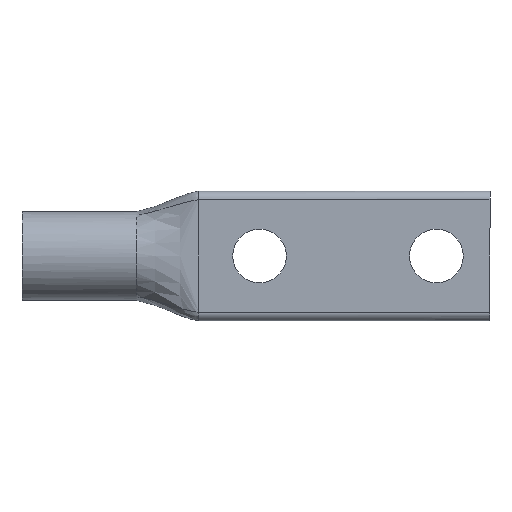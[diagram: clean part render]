
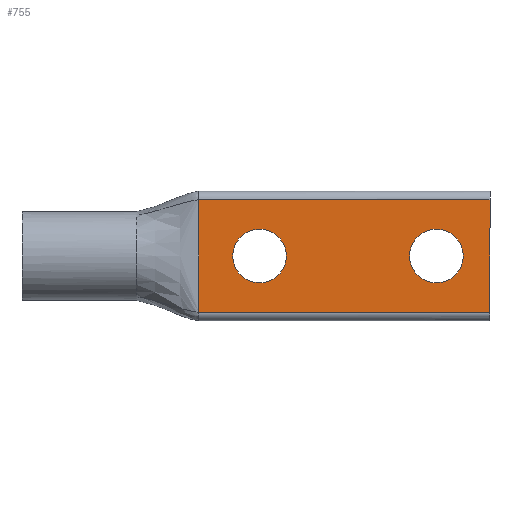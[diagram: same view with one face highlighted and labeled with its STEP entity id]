
A CAD part, front view. The second image highlights one B-rep face of the part: STEP entity #755.
In plain terms, the highlighted planar face has unit normal (0, -1, 0).
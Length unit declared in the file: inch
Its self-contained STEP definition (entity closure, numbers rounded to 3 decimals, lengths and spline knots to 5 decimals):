
#59 = CARTESIAN_POINT ( 'NONE',  ( 5.92124, 0., 0. ) ) ;
#64 = CIRCLE ( 'NONE', #361, 0.2655 ) ;
#85 = CARTESIAN_POINT ( 'NONE',  ( 2.35, 0., 0.2655 ) ) ;
#114 = EDGE_CURVE ( 'NONE', #925, #1303, #64, .T. ) ;
#146 = VECTOR ( 'NONE', #306, 39.37008 ) ;
#186 = EDGE_CURVE ( 'NONE', #973, #515, #1969, .T. ) ;
#216 = VERTEX_POINT ( 'NONE', #1723 ) ;
#217 = FACE_OUTER_BOUND ( 'NONE', #701, .T. ) ;
#306 = DIRECTION ( 'NONE',  ( 0., 0., -1. ) ) ;
#321 = LINE ( 'NONE', #1248, #653 ) ;
#328 = VECTOR ( 'NONE', #574, 39.37008 ) ;
#331 = CARTESIAN_POINT ( 'NONE',  ( 5.92124, 0., 0.555 ) ) ;
#361 = AXIS2_PLACEMENT_3D ( 'NONE', #922, #1977, #902 ) ;
#482 = DIRECTION ( 'NONE',  ( 0., 0., 1. ) ) ;
#501 = EDGE_LOOP ( 'NONE', ( #1456, #593 ) ) ;
#515 = VERTEX_POINT ( 'NONE', #1231 ) ;
#522 = CIRCLE ( 'NONE', #1233, 0.2655 ) ;
#528 = DIRECTION ( 'NONE',  ( 0., 0., -1. ) ) ;
#545 = EDGE_CURVE ( 'NONE', #515, #1625, #321, .T. ) ;
#574 = DIRECTION ( 'NONE',  ( 0., 0., -1. ) ) ;
#583 = ORIENTED_EDGE ( 'NONE', *, *, #186, .F. ) ;
#593 = ORIENTED_EDGE ( 'NONE', *, *, #1353, .T. ) ;
#608 = EDGE_CURVE ( 'NONE', #973, #1671, #1277, .T. ) ;
#630 = DIRECTION ( 'NONE',  ( 0., 1., 0. ) ) ;
#653 = VECTOR ( 'NONE', #1267, 39.37008 ) ;
#699 = AXIS2_PLACEMENT_3D ( 'NONE', #863, #1797, #1651 ) ;
#701 = EDGE_LOOP ( 'NONE', ( #881, #1344, #1549, #583 ) ) ;
#750 = DIRECTION ( 'NONE',  ( 0., 1., 0. ) ) ;
#755 = ADVANCED_FACE ( 'NONE', ( #217, #1717, #1438 ), #1407, .T. ) ;
#779 = CARTESIAN_POINT ( 'NONE',  ( 4.1, 0., 0. ) ) ;
#863 = CARTESIAN_POINT ( 'NONE',  ( 4.1, 0., 0. ) ) ;
#881 = ORIENTED_EDGE ( 'NONE', *, *, #608, .T. ) ;
#902 = DIRECTION ( 'NONE',  ( 0., 0., 1. ) ) ;
#904 = EDGE_CURVE ( 'NONE', #1303, #925, #522, .T. ) ;
#922 = CARTESIAN_POINT ( 'NONE',  ( 2.35, 0., 0. ) ) ;
#925 = VERTEX_POINT ( 'NONE', #1970 ) ;
#973 = VERTEX_POINT ( 'NONE', #1402 ) ;
#1016 = EDGE_LOOP ( 'NONE', ( #1690, #1973 ) ) ;
#1039 = CARTESIAN_POINT ( 'NONE',  ( 1.75, 0., 0. ) ) ;
#1079 = CARTESIAN_POINT ( 'NONE',  ( 4.1, 0., 0.2655 ) ) ;
#1086 = DIRECTION ( 'NONE',  ( 0., 0., 1. ) ) ;
#1098 = CARTESIAN_POINT ( 'NONE',  ( 2.35, 0., 0. ) ) ;
#1231 = CARTESIAN_POINT ( 'NONE',  ( 4.63, 0., -0.555 ) ) ;
#1233 = AXIS2_PLACEMENT_3D ( 'NONE', #1098, #750, #482 ) ;
#1248 = CARTESIAN_POINT ( 'NONE',  ( 5.92124, 0., -0.555 ) ) ;
#1267 = DIRECTION ( 'NONE',  ( -1., 0., 0. ) ) ;
#1277 = LINE ( 'NONE', #331, #1329 ) ;
#1300 = CIRCLE ( 'NONE', #1626, 0.2655 ) ;
#1303 = VERTEX_POINT ( 'NONE', #85 ) ;
#1329 = VECTOR ( 'NONE', #1576, 39.37008 ) ;
#1334 = LINE ( 'NONE', #1039, #328 ) ;
#1344 = ORIENTED_EDGE ( 'NONE', *, *, #1811, .T. ) ;
#1353 = EDGE_CURVE ( 'NONE', #216, #1981, #1665, .T. ) ;
#1402 = CARTESIAN_POINT ( 'NONE',  ( 4.63, 0., 0.555 ) ) ;
#1407 = PLANE ( 'NONE',  #1684 ) ;
#1438 = FACE_BOUND ( 'NONE', #501, .T. ) ;
#1456 = ORIENTED_EDGE ( 'NONE', *, *, #1664, .T. ) ;
#1549 = ORIENTED_EDGE ( 'NONE', *, *, #545, .F. ) ;
#1576 = DIRECTION ( 'NONE',  ( -1., 0., 0. ) ) ;
#1625 = VERTEX_POINT ( 'NONE', #1669 ) ;
#1626 = AXIS2_PLACEMENT_3D ( 'NONE', #779, #630, #1086 ) ;
#1651 = DIRECTION ( 'NONE',  ( 0., 0., 1. ) ) ;
#1664 = EDGE_CURVE ( 'NONE', #1981, #216, #1300, .T. ) ;
#1665 = CIRCLE ( 'NONE', #699, 0.2655 ) ;
#1669 = CARTESIAN_POINT ( 'NONE',  ( 1.75, 0., -0.555 ) ) ;
#1671 = VERTEX_POINT ( 'NONE', #1697 ) ;
#1684 = AXIS2_PLACEMENT_3D ( 'NONE', #59, #1908, #528 ) ;
#1690 = ORIENTED_EDGE ( 'NONE', *, *, #904, .T. ) ;
#1697 = CARTESIAN_POINT ( 'NONE',  ( 1.75, 0., 0.555 ) ) ;
#1717 = FACE_BOUND ( 'NONE', #1016, .T. ) ;
#1723 = CARTESIAN_POINT ( 'NONE',  ( 4.1, 0., -0.2655 ) ) ;
#1797 = DIRECTION ( 'NONE',  ( 0., 1., 0. ) ) ;
#1811 = EDGE_CURVE ( 'NONE', #1671, #1625, #1334, .T. ) ;
#1821 = CARTESIAN_POINT ( 'NONE',  ( 4.63, 0., 0. ) ) ;
#1908 = DIRECTION ( 'NONE',  ( 0., -1., 0. ) ) ;
#1969 = LINE ( 'NONE', #1821, #146 ) ;
#1970 = CARTESIAN_POINT ( 'NONE',  ( 2.35, 0., -0.2655 ) ) ;
#1973 = ORIENTED_EDGE ( 'NONE', *, *, #114, .T. ) ;
#1977 = DIRECTION ( 'NONE',  ( 0., 1., 0. ) ) ;
#1981 = VERTEX_POINT ( 'NONE', #1079 ) ;
